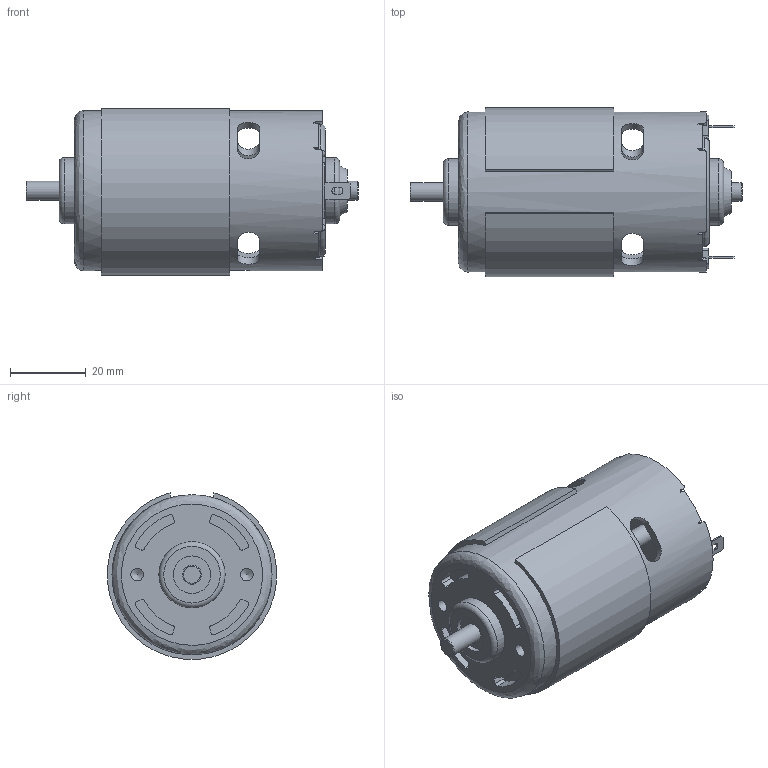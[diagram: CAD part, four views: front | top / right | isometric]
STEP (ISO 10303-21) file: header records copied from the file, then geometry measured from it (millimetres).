
FILE_DESCRIPTION (( 'STEP AP214' ), '1' );
FILE_NAME ('am-3775a AndyMark RedLine Motor.STEP', '2018-12-06T14:12:08', ( '' ), ( '' ), 'SwSTEP 2.0', 'SolidWorks 2018', '' );
FILE_SCHEMA (( 'AUTOMOTIVE_DESIGN' ));
Length unit declared in the file: inch
Products named in the file (1): am-3775a AndyMark RedLine Motor
Bounding box: 87.75 x 44.66 x 43.98 mm (x, y, z)
Volume: 52132.9 mm3; surface area: 23305.7 mm2
Topology: 1 solids, 9 shells, 392 faces, 1034 edges, 678 vertices
Faces by surface type: plane 142, cylinder 137, bspline 97, torus 7, cone 5, sphere 4
Full cylindrical faces by diameter (mm): 3.3 x2, 5 x4, 9.906 x1, 17.5 x2, 37.95 x2, 42.3 x1
Entity records: 17903 total; most frequent: CARTESIAN_POINT 6833, ORIENTED_EDGE 1984, DIRECTION 1586, EDGE_CURVE 992, VERTEX_POINT 664, AXIS2_PLACEMENT_3D 545, LINE 496, VECTOR 496
